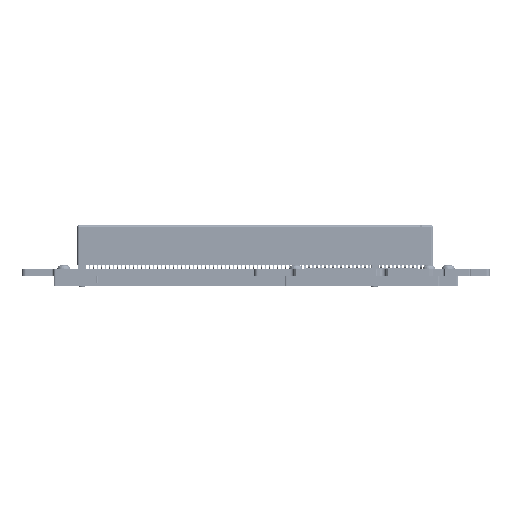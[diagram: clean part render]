
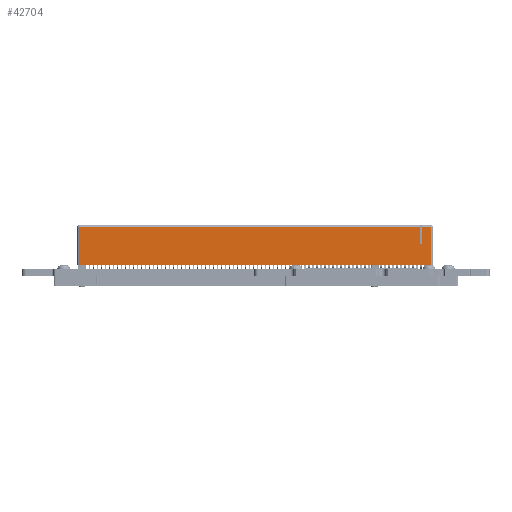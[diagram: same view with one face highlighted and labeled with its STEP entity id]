
A CAD part, front view. The second image highlights one B-rep face of the part: STEP entity #42704.
In plain terms, the highlighted face is planar.
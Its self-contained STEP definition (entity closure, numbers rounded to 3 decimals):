
#24326 = EDGE_CURVE('',#24327,#24329,#24331,.T.);
#24327 = VERTEX_POINT('',#24328);
#24328 = CARTESIAN_POINT('',(-3.7,0.,88.5));
#24329 = VERTEX_POINT('',#24330);
#24330 = CARTESIAN_POINT('',(-3.7,0.,0.5));
#24331 = LINE('',#24332,#24333);
#24332 = CARTESIAN_POINT('',(-3.7,0.,89.));
#24333 = VECTOR('',#24334,1.);
#24334 = DIRECTION('',(0.,0.,-1.));
#42704 = ADVANCED_FACE('',(#42705),#42762,.F.);
#42705 = FACE_BOUND('',#42706,.T.);
#42706 = EDGE_LOOP('',(#42707,#42708,#42716,#42724,#42732,#42740,#42748,
    #42756));
#42707 = ORIENTED_EDGE('',*,*,#24326,.F.);
#42708 = ORIENTED_EDGE('',*,*,#42709,.T.);
#42709 = EDGE_CURVE('',#24327,#42710,#42712,.T.);
#42710 = VERTEX_POINT('',#42711);
#42711 = CARTESIAN_POINT('',(-3.7,9.5,88.5));
#42712 = LINE('',#42713,#42714);
#42713 = CARTESIAN_POINT('',(-3.7,10.,88.5));
#42714 = VECTOR('',#42715,1.);
#42715 = DIRECTION('',(0.,1.,0.));
#42716 = ORIENTED_EDGE('',*,*,#42717,.T.);
#42717 = EDGE_CURVE('',#42710,#42718,#42720,.T.);
#42718 = VERTEX_POINT('',#42719);
#42719 = CARTESIAN_POINT('',(-3.7,9.5,86.3));
#42720 = LINE('',#42721,#42722);
#42721 = CARTESIAN_POINT('',(-3.7,9.5,89.));
#42722 = VECTOR('',#42723,1.);
#42723 = DIRECTION('',(0.,0.,-1.));
#42724 = ORIENTED_EDGE('',*,*,#42725,.F.);
#42725 = EDGE_CURVE('',#42726,#42718,#42728,.T.);
#42726 = VERTEX_POINT('',#42727);
#42727 = CARTESIAN_POINT('',(-3.7,5.25,86.3));
#42728 = LINE('',#42729,#42730);
#42729 = CARTESIAN_POINT('',(-3.7,4.469,86.3));
#42730 = VECTOR('',#42731,1.);
#42731 = DIRECTION('',(0.,1.,0.));
#42732 = ORIENTED_EDGE('',*,*,#42733,.T.);
#42733 = EDGE_CURVE('',#42726,#42734,#42736,.T.);
#42734 = VERTEX_POINT('',#42735);
#42735 = CARTESIAN_POINT('',(-3.7,5.25,85.7));
#42736 = LINE('',#42737,#42738);
#42737 = CARTESIAN_POINT('',(-3.7,5.25,85.7));
#42738 = VECTOR('',#42739,1.);
#42739 = DIRECTION('',(0.,0.,-1.));
#42740 = ORIENTED_EDGE('',*,*,#42741,.T.);
#42741 = EDGE_CURVE('',#42734,#42742,#42744,.T.);
#42742 = VERTEX_POINT('',#42743);
#42743 = CARTESIAN_POINT('',(-3.7,9.5,85.7));
#42744 = LINE('',#42745,#42746);
#42745 = CARTESIAN_POINT('',(-3.7,4.469,85.7));
#42746 = VECTOR('',#42747,1.);
#42747 = DIRECTION('',(0.,1.,0.));
#42748 = ORIENTED_EDGE('',*,*,#42749,.T.);
#42749 = EDGE_CURVE('',#42742,#42750,#42752,.T.);
#42750 = VERTEX_POINT('',#42751);
#42751 = CARTESIAN_POINT('',(-3.7,9.5,0.5));
#42752 = LINE('',#42753,#42754);
#42753 = CARTESIAN_POINT('',(-3.7,9.5,89.));
#42754 = VECTOR('',#42755,1.);
#42755 = DIRECTION('',(0.,0.,-1.));
#42756 = ORIENTED_EDGE('',*,*,#42757,.T.);
#42757 = EDGE_CURVE('',#42750,#24329,#42758,.T.);
#42758 = LINE('',#42759,#42760);
#42759 = CARTESIAN_POINT('',(-3.7,10.,0.5));
#42760 = VECTOR('',#42761,1.);
#42761 = DIRECTION('',(0.,-1.,0.));
#42762 = PLANE('',#42763);
#42763 = AXIS2_PLACEMENT_3D('',#42764,#42765,#42766);
#42764 = CARTESIAN_POINT('',(-3.7,10.,89.));
#42765 = DIRECTION('',(1.,0.,0.));
#42766 = DIRECTION('',(0.,1.,0.));
